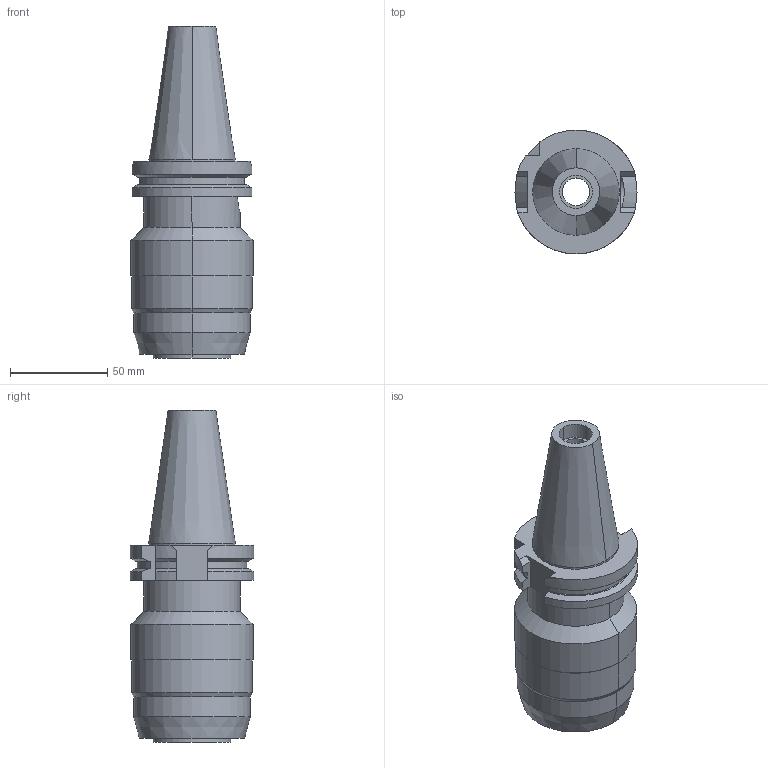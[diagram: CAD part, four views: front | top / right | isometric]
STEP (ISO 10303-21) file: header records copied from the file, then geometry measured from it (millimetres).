
FILE_DESCRIPTION((''),'2;1');
FILE_NAME('BDV40-MEGA25DS-100A','2018-03-05T',('ykawabe'),(''),'CREO PARAMETRIC BY PTC INC, 2016380','CREO PARAMETRIC BY PTC INC, 2016380','');
FILE_SCHEMA(('AUTOMOTIVE_DESIGN { 1 0 10303 214 1 1 1 1 }'));
Length unit declared in the file: millimetre
Products named in the file (1): BDV40-MEGA25DS-100A
Bounding box: 62.7 x 63.55 x 170.4 mm (x, y, z)
Volume: 279538.5 mm3; surface area: 43479.3 mm2
Topology: 1 solids, 1 shells, 76 faces, 204 edges, 137 vertices
Faces by surface type: cylinder 34, plane 28, cone 14
Entity records: 3262 total; most frequent: CARTESIAN_POINT 502, DIRECTION 442, ORIENTED_EDGE 408, PRESENTATION_STYLE_ASSIGNMENT 209, STYLED_ITEM 209, CURVE_STYLE 208, EDGE_CURVE 204, AXIS2_PLACEMENT_3D 174
